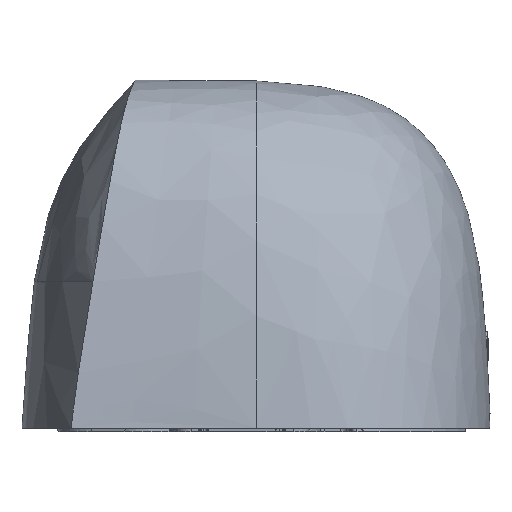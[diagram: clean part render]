
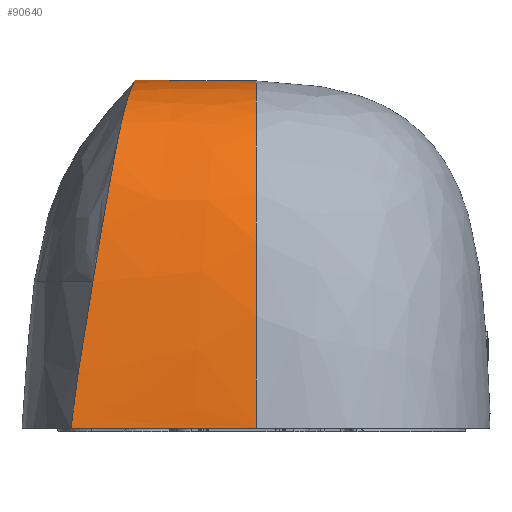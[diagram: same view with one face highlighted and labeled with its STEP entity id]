
A CAD part, left-side view. The second image highlights one B-rep face of the part: STEP entity #90640.
In plain terms, the highlighted free-form (B-spline) face has degree [3, 3] with [11, 4] control points.
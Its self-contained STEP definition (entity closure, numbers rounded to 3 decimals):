
#61992=CARTESIAN_POINT('',(-37.299,0.,-20.));
#61993=CARTESIAN_POINT('',(-36.252,0.,
-0.027));
#61994=CARTESIAN_POINT('',(-32.963,0.,
10.074));
#61995=CARTESIAN_POINT('',(-22.85,0.,
22.778));
#61996=CARTESIAN_POINT('',(-15.29,0.,27.723));
#61997=CARTESIAN_POINT('',(-2.835,0.,27.404));
#61998=CARTESIAN_POINT('',(0.,0.,27.404));
#70725=CARTESIAN_POINT('',(-37.299,0.,-20.));
#70726=CARTESIAN_POINT('',(-37.353,8.438,-20.));
#70727=CARTESIAN_POINT('',(-37.317,16.818,-20.));
#70728=CARTESIAN_POINT('',(-37.5,25.313,-20.));
#70733=CARTESIAN_POINT('',(-37.5,25.313,-20.));
#70734=CARTESIAN_POINT('',(-37.5,25.313,-19.304));
#70735=CARTESIAN_POINT('',(-36.855,24.49,
-13.441));
#70736=CARTESIAN_POINT('',(-35.398,22.995,
-4.174));
#70737=CARTESIAN_POINT('',(-34.583,22.328,
-0.106));
#70738=CARTESIAN_POINT('',(-34.562,22.311,
0.));
#70743=CARTESIAN_POINT('',(0.,16.482,27.5));
#70744=CARTESIAN_POINT('',(-3.461,16.482,27.5));
#70745=CARTESIAN_POINT('',(-9.273,16.602,
27.365));
#70746=CARTESIAN_POINT('',(-15.883,17.046,
26.51));
#70747=CARTESIAN_POINT('',(-22.143,17.796,
24.423));
#70748=CARTESIAN_POINT('',(-27.403,18.787,
20.218));
#70749=CARTESIAN_POINT('',(-31.648,20.314,
11.963));
#70750=CARTESIAN_POINT('',(-33.661,21.578,
4.463));
#70751=CARTESIAN_POINT('',(-34.562,22.311,
0.));
#70784=CARTESIAN_POINT('',(0.,0.,27.404));
#70785=CARTESIAN_POINT('',(0.,5.012,27.593));
#70786=CARTESIAN_POINT('',(0.,10.549,27.5));
#70787=CARTESIAN_POINT('',(0.,16.482,27.5));
#73556=VERTEX_POINT('',#70784);
#73557=VERTEX_POINT('',#70787);
#73558=VERTEX_POINT('',#70733);
#73559=VERTEX_POINT('',#70738);
#74017=VERTEX_POINT('',#61992);
#90585=CARTESIAN_POINT('',(0.578,-0.15,
27.4));
#90586=CARTESIAN_POINT('',(0.624,4.947,
27.598));
#90587=CARTESIAN_POINT('',(0.668,10.593,
27.498));
#90588=CARTESIAN_POINT('',(0.715,16.648,
27.499));
#90589=CARTESIAN_POINT('',(-2.448,-0.15,
27.388));
#90590=CARTESIAN_POINT('',(-2.651,4.951,
27.582));
#90591=CARTESIAN_POINT('',(-2.851,10.586,
27.501));
#90592=CARTESIAN_POINT('',(-3.058,16.639,
27.509));
#90593=CARTESIAN_POINT('',(-8.078,-0.153,
27.565));
#90594=CARTESIAN_POINT('',(-8.425,5.036,
27.82));
#90595=CARTESIAN_POINT('',(-8.764,10.67,
27.474));
#90596=CARTESIAN_POINT('',(-9.126,16.758,
27.383));
#90597=CARTESIAN_POINT('',(-14.884,-0.159,
26.27));
#90598=CARTESIAN_POINT('',(-15.277,5.224,
26.68));
#90599=CARTESIAN_POINT('',(-15.53,10.999,
26.459));
#90600=CARTESIAN_POINT('',(-15.893,17.215,
26.511));
#90601=CARTESIAN_POINT('',(-21.498,-0.167,
23.247));
#90602=CARTESIAN_POINT('',(-21.868,5.518,
23.997));
#90603=CARTESIAN_POINT('',(-21.89,11.544,
24.062));
#90604=CARTESIAN_POINT('',(-22.15,17.971,
24.433));
#90605=CARTESIAN_POINT('',(-26.946,-0.178,
18.136));
#90606=CARTESIAN_POINT('',(-27.452,5.874,
19.269));
#90607=CARTESIAN_POINT('',(-27.193,12.27,
19.554));
#90608=CARTESIAN_POINT('',(-27.409,18.97,
20.237));
#90609=CARTESIAN_POINT('',(-31.444,-0.195,
11.102));
#90610=CARTESIAN_POINT('',(-32.39,6.431,
11.88));
#90611=CARTESIAN_POINT('',(-31.519,13.376,
11.653));
#90612=CARTESIAN_POINT('',(-31.682,20.52,
11.912));
#90613=CARTESIAN_POINT('',(-34.362,-0.217,
3.058));
#90614=CARTESIAN_POINT('',(-35.493,7.147,
2.664));
#90615=CARTESIAN_POINT('',(-34.413,14.671,
1.678));
#90616=CARTESIAN_POINT('',(-34.59,22.371,
0.977));
#90617=CARTESIAN_POINT('',(-36.332,-0.243,
-7.207));
#90618=CARTESIAN_POINT('',(-37.145,8.022,
-9.307));
#90619=CARTESIAN_POINT('',(-36.597,16.315,
-11.552));
#90620=CARTESIAN_POINT('',(-36.899,24.757,
-13.73));
#90621=CARTESIAN_POINT('',(-37.083,-0.253,
-15.718));
#90622=CARTESIAN_POINT('',(-37.339,8.344,
-17.011));
#90623=CARTESIAN_POINT('',(-37.269,16.903,
-18.325));
#90624=CARTESIAN_POINT('',(-37.539,25.591,
-19.631));
#90625=CARTESIAN_POINT('',(-37.334,-0.253,
-20.709));
#90626=CARTESIAN_POINT('',(-37.358,8.35,
-20.502));
#90627=CARTESIAN_POINT('',(-37.324,16.889,
-20.291));
#90628=CARTESIAN_POINT('',(-37.502,25.546,
-20.082));
#90629=B_SPLINE_SURFACE_WITH_KNOTS('',3,3,((#90585,#90586,#90587,#90588),
(#90589,#90590,#90591,#90592),(#90593,#90594,#90595,#90596),(#90597,#90598,
#90599,#90600),(#90601,#90602,#90603,#90604),(#90605,#90606,#90607,#90608),(
#90609,#90610,#90611,#90612),(#90613,#90614,#90615,#90616),(#90617,#90618,
#90619,#90620),(#90621,#90622,#90623,#90624),(#90625,#90626,#90627,#90628)),
.UNSPECIFIED.,.F.,.F.,.F.,(4,1,1,1,1,1,1,1,4),(4,4),(-0.008,
0.111,0.216,0.321,0.497,0.632,
0.767,0.883,1.006),(-0.01,
1.009),.UNSPECIFIED.);
#90630=ORIENTED_EDGE('',*,*,#74440,.F.);
#90631=ORIENTED_EDGE('',*,*,#90515,.T.);
#90633=ORIENTED_EDGE('',*,*,#90632,.T.);
#90635=ORIENTED_EDGE('',*,*,#90634,.F.);
#90637=ORIENTED_EDGE('',*,*,#90636,.F.);
#90638=EDGE_LOOP('',(#90630,#90631,#90633,#90635,#90637));
#90639=FACE_OUTER_BOUND('',#90638,.F.);
#90640=ADVANCED_FACE('',(#90639),#90629,.F.);
#61999=B_SPLINE_CURVE_WITH_KNOTS('',3,(#61992,#61993,#61994,#61995,#61996,
#61997,#61998),.UNSPECIFIED.,.F.,.F.,(4,1,1,1,4),(0.,0.5,0.503,
0.889,1.),.UNSPECIFIED.);
#70729=B_SPLINE_CURVE_WITH_KNOTS('',3,(#70725,#70726,#70727,#70728),
.UNSPECIFIED.,.F.,.F.,(4,4),(0.,1.),.UNSPECIFIED.);
#70739=B_SPLINE_CURVE_WITH_KNOTS('',3,(#70733,#70734,#70735,#70736,#70737,
#70738),.UNSPECIFIED.,.F.,.F.,(4,1,1,4),(0.,0.493,
0.987,1.),.UNSPECIFIED.);
#70752=B_SPLINE_CURVE_WITH_KNOTS('',3,(#70743,#70744,#70745,#70746,#70747,
#70748,#70749,#70750,#70751),.UNSPECIFIED.,.F.,.F.,(4,1,1,1,1,1,4),(0.,
0.146,0.283,0.42,0.651,
0.827,1.),.UNSPECIFIED.);
#70788=B_SPLINE_CURVE_WITH_KNOTS('',3,(#70784,#70785,#70786,#70787),
.UNSPECIFIED.,.F.,.F.,(4,4),(0.,1.),.UNSPECIFIED.);
#74440=EDGE_CURVE('',#74017,#73556,#61999,.T.);
#90515=EDGE_CURVE('',#74017,#73558,#70729,.T.);
#90632=EDGE_CURVE('',#73558,#73559,#70739,.T.);
#90634=EDGE_CURVE('',#73557,#73559,#70752,.T.);
#90636=EDGE_CURVE('',#73556,#73557,#70788,.T.);
